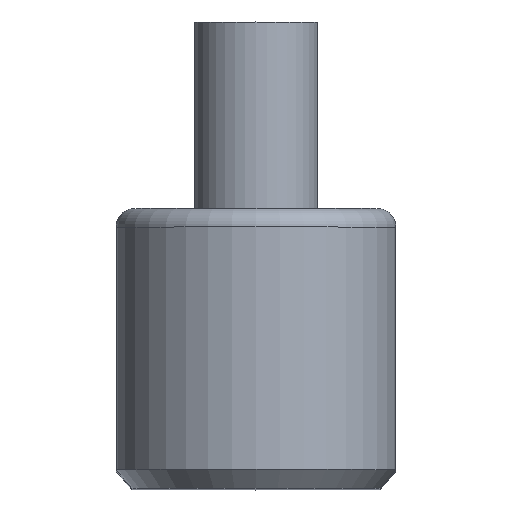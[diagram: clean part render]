
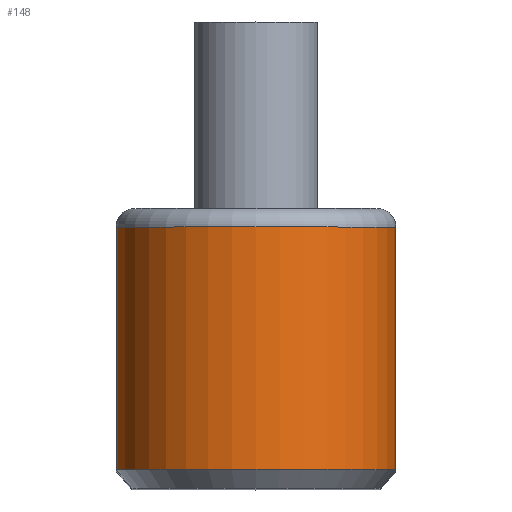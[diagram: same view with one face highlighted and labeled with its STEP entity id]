
A CAD part, top view. The second image highlights one B-rep face of the part: STEP entity #148.
In plain terms, the highlighted cylindrical face has radius 9.525 mm (diameter 19.05 mm), a partial arc.
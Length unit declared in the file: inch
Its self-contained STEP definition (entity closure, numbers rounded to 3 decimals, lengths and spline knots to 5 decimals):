
#105=CYLINDRICAL_SURFACE('',#543,0.375);
#117=FACE_OUTER_BOUND('',#197,.T.);
#148=ADVANCED_FACE('',(#117),#105,.T.);
#197=EDGE_LOOP('',(#282,#283,#284,#285));
#232=CIRCLE('',#541,0.375);
#233=CIRCLE('',#542,0.375);
#282=ORIENTED_EDGE('',*,*,#422,.F.);
#283=ORIENTED_EDGE('',*,*,#436,.T.);
#284=ORIENTED_EDGE('',*,*,#427,.F.);
#285=ORIENTED_EDGE('',*,*,#437,.T.);
#386=VERTEX_POINT('',#755);
#387=VERTEX_POINT('',#757);
#391=VERTEX_POINT('',#772);
#392=VERTEX_POINT('',#773);
#422=EDGE_CURVE('',#386,#387,#472,.T.);
#427=EDGE_CURVE('',#391,#392,#476,.T.);
#436=EDGE_CURVE('',#386,#392,#232,.T.);
#437=EDGE_CURVE('',#391,#387,#233,.T.);
#472=LINE('',#756,#502);
#476=LINE('',#771,#506);
#502=VECTOR('',#613,1.);
#506=VECTOR('',#619,1.);
#541=AXIS2_PLACEMENT_3D('',#794,#633,#634);
#542=AXIS2_PLACEMENT_3D('',#795,#635,#636);
#543=AXIS2_PLACEMENT_3D('',#796,#637,#638);
#613=DIRECTION('',(0.,-1.,0.));
#619=DIRECTION('',(0.,1.,0.));
#633=DIRECTION('',(0.,-1.,0.));
#634=DIRECTION('',(0.,0.,1.));
#635=DIRECTION('',(0.,1.,0.));
#636=DIRECTION('',(0.,0.,-1.));
#637=DIRECTION('',(0.,-1.,0.));
#638=DIRECTION('',(0.,0.,-1.));
#755=CARTESIAN_POINT('',(4.045,-0.3,2.75));
#756=CARTESIAN_POINT('',(4.045,-1.,2.75));
#757=CARTESIAN_POINT('',(4.045,-0.95,2.75));
#771=CARTESIAN_POINT('',(3.295,0.,2.75));
#772=CARTESIAN_POINT('',(3.295,-0.95,2.75));
#773=CARTESIAN_POINT('',(3.295,-0.3,2.75));
#794=CARTESIAN_POINT('',(3.67,-0.3,2.75));
#795=CARTESIAN_POINT('',(3.67,-0.95,2.75));
#796=CARTESIAN_POINT('',(3.67,-1.,2.75));
